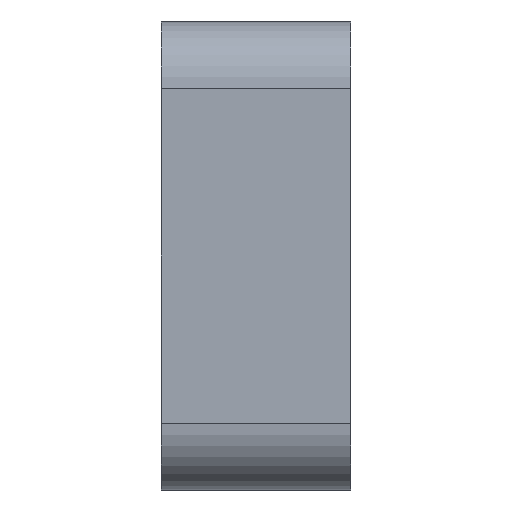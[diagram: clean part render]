
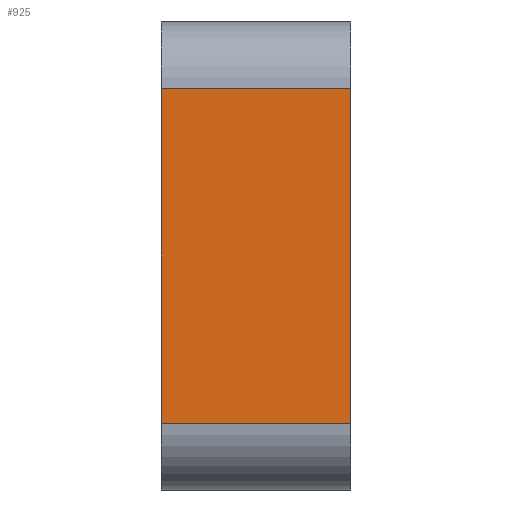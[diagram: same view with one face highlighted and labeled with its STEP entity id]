
A CAD part, left-side view. The second image highlights one B-rep face of the part: STEP entity #925.
In plain terms, the highlighted planar face has unit normal (-1, 0, 0).
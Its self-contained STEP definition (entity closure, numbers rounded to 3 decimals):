
#124 = VERTEX_POINT ( 'NONE', #702 ) ;
#165 = EDGE_CURVE ( 'NONE', #1048, #2204, #1767, .T. ) ;
#177 = LINE ( 'NONE', #864, #639 ) ;
#229 = DIRECTION ( 'NONE',  ( 1., 0., 0. ) ) ;
#232 = CARTESIAN_POINT ( 'NONE',  ( -153.5, 0., 25. ) ) ;
#312 = VECTOR ( 'NONE', #356, 1000. ) ;
#320 = EDGE_CURVE ( 'NONE', #591, #124, #326, .T. ) ;
#326 = LINE ( 'NONE', #1892, #312 ) ;
#356 = DIRECTION ( 'NONE',  ( 0., 0., 1. ) ) ;
#402 = EDGE_CURVE ( 'NONE', #2204, #124, #177, .T. ) ;
#434 = EDGE_LOOP ( 'NONE', ( #826, #2035, #2198, #647 ) ) ;
#591 = VERTEX_POINT ( 'NONE', #1462 ) ;
#639 = VECTOR ( 'NONE', #1061, 1000. ) ;
#647 = ORIENTED_EDGE ( 'NONE', *, *, #2203, .T. ) ;
#702 = CARTESIAN_POINT ( 'NONE',  ( -153.5, 28.3, 25. ) ) ;
#826 = ORIENTED_EDGE ( 'NONE', *, *, #165, .T. ) ;
#864 = CARTESIAN_POINT ( 'NONE',  ( -153.5, 28.3, 25. ) ) ;
#891 = PLANE ( 'NONE',  #1934 ) ;
#925 = ADVANCED_FACE ( 'NONE', ( #1758 ), #891, .F. ) ;
#944 = CARTESIAN_POINT ( 'NONE',  ( -153.5, 0., -35. ) ) ;
#989 = CARTESIAN_POINT ( 'NONE',  ( -153.5, 0., -25. ) ) ;
#1048 = VERTEX_POINT ( 'NONE', #989 ) ;
#1061 = DIRECTION ( 'NONE',  ( 0., 1., 0. ) ) ;
#1072 = CARTESIAN_POINT ( 'NONE',  ( -153.5, 28.3, -35. ) ) ;
#1170 = VECTOR ( 'NONE', #1442, 1000. ) ;
#1231 = DIRECTION ( 'NONE',  ( 0., 0., -1. ) ) ;
#1442 = DIRECTION ( 'NONE',  ( 0., 0., 1. ) ) ;
#1462 = CARTESIAN_POINT ( 'NONE',  ( -153.5, 28.3, -25. ) ) ;
#1531 = VECTOR ( 'NONE', #1772, 1000. ) ;
#1591 = CARTESIAN_POINT ( 'NONE',  ( -153.5, 28.3, -25. ) ) ;
#1758 = FACE_OUTER_BOUND ( 'NONE', #434, .T. ) ;
#1767 = LINE ( 'NONE', #944, #1170 ) ;
#1772 = DIRECTION ( 'NONE',  ( 0., -1., 0. ) ) ;
#1781 = LINE ( 'NONE', #1591, #1531 ) ;
#1892 = CARTESIAN_POINT ( 'NONE',  ( -153.5, 28.3, -35. ) ) ;
#1934 = AXIS2_PLACEMENT_3D ( 'NONE', #1072, #229, #1231 ) ;
#2035 = ORIENTED_EDGE ( 'NONE', *, *, #402, .T. ) ;
#2198 = ORIENTED_EDGE ( 'NONE', *, *, #320, .F. ) ;
#2203 = EDGE_CURVE ( 'NONE', #591, #1048, #1781, .T. ) ;
#2204 = VERTEX_POINT ( 'NONE', #232 ) ;
